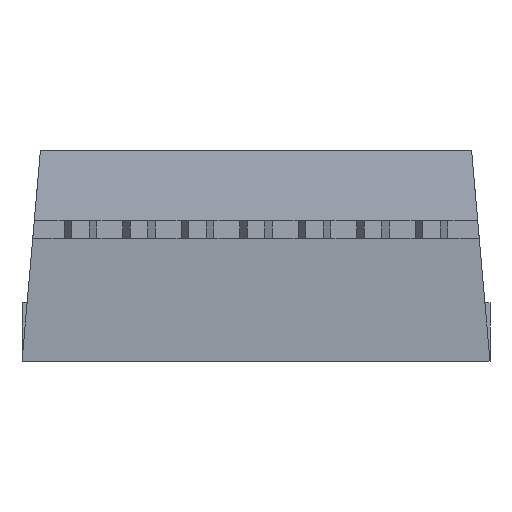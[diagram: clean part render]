
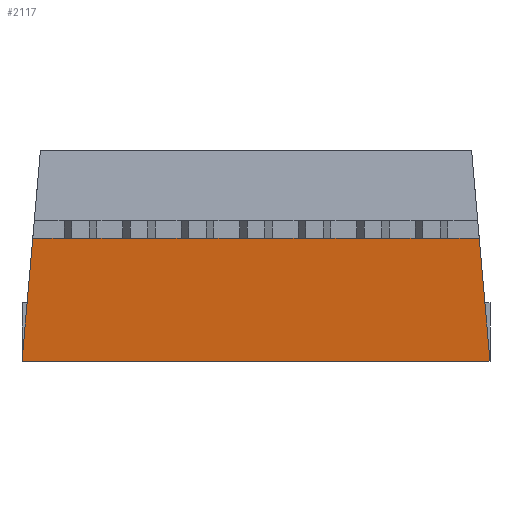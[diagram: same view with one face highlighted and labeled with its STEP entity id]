
A CAD part, left-side view. The second image highlights one B-rep face of the part: STEP entity #2117.
In plain terms, the highlighted face is planar.
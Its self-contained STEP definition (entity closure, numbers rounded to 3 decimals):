
#638=DIRECTION('',(0.,0.,1.));
#639=VECTOR('',#638,10.16);
#640=CARTESIAN_POINT('',(-3.956,0.,-5.08));
#641=LINE('',#640,#639);
#708=DIRECTION('',(-0.087,0.992,-0.087));
#709=VECTOR('',#708,2.69);
#710=CARTESIAN_POINT('',(-3.956,0.,5.08));
#711=LINE('',#710,#709);
#918=DIRECTION('',(0.,0.,1.));
#919=VECTOR('',#918,0.681);
#920=CARTESIAN_POINT('',(-4.19,2.67,4.165));
#921=LINE('',#920,#919);
#939=DIRECTION('',(0.,0.,1.));
#940=VECTOR('',#939,0.56);
#941=CARTESIAN_POINT('',(-4.19,2.67,2.895));
#942=LINE('',#941,#940);
#960=DIRECTION('',(0.,0.,1.));
#961=VECTOR('',#960,0.56);
#962=CARTESIAN_POINT('',(-4.19,2.67,1.625));
#963=LINE('',#962,#961);
#981=DIRECTION('',(0.,0.,1.));
#982=VECTOR('',#981,0.56);
#983=CARTESIAN_POINT('',(-4.19,2.67,0.355));
#984=LINE('',#983,#982);
#1002=DIRECTION('',(0.,0.,1.));
#1003=VECTOR('',#1002,0.56);
#1004=CARTESIAN_POINT('',(-4.19,2.67,-0.915));
#1005=LINE('',#1004,#1003);
#1023=DIRECTION('',(0.,0.,1.));
#1024=VECTOR('',#1023,0.56);
#1025=CARTESIAN_POINT('',(-4.19,2.67,-2.185));
#1026=LINE('',#1025,#1024);
#1037=DIRECTION('',(0.,0.,1.));
#1038=VECTOR('',#1037,0.681);
#1039=CARTESIAN_POINT('',(-4.19,2.67,-4.846));
#1040=LINE('',#1039,#1038);
#1065=DIRECTION('',(0.,0.,1.));
#1066=VECTOR('',#1065,0.56);
#1067=CARTESIAN_POINT('',(-4.19,2.67,-3.455));
#1068=LINE('',#1067,#1066);
#1093=DIRECTION('',(0.,0.,-1.));
#1094=VECTOR('',#1093,0.71);
#1095=CARTESIAN_POINT('',(-4.19,2.67,-3.455));
#1096=LINE('',#1095,#1094);
#1100=DIRECTION('',(0.,0.,-1.));
#1101=VECTOR('',#1100,0.71);
#1102=CARTESIAN_POINT('',(-4.19,2.67,-2.185));
#1103=LINE('',#1102,#1101);
#1107=DIRECTION('',(0.,0.,-1.));
#1108=VECTOR('',#1107,0.71);
#1109=CARTESIAN_POINT('',(-4.19,2.67,-0.915));
#1110=LINE('',#1109,#1108);
#1114=DIRECTION('',(0.,0.,-1.));
#1115=VECTOR('',#1114,0.71);
#1116=CARTESIAN_POINT('',(-4.19,2.67,0.355));
#1117=LINE('',#1116,#1115);
#1121=DIRECTION('',(0.,0.,-1.));
#1122=VECTOR('',#1121,0.71);
#1123=CARTESIAN_POINT('',(-4.19,2.67,1.625));
#1124=LINE('',#1123,#1122);
#1128=DIRECTION('',(0.,0.,-1.));
#1129=VECTOR('',#1128,0.71);
#1130=CARTESIAN_POINT('',(-4.19,2.67,2.895));
#1131=LINE('',#1130,#1129);
#1135=DIRECTION('',(0.,0.,-1.));
#1136=VECTOR('',#1135,0.71);
#1137=CARTESIAN_POINT('',(-4.19,2.67,4.165));
#1138=LINE('',#1137,#1136);
#1142=DIRECTION('',(-0.087,0.992,0.087));
#1143=VECTOR('',#1142,2.69);
#1144=CARTESIAN_POINT('',(-3.956,0.,-5.08));
#1145=LINE('',#1144,#1143);
#1555=CARTESIAN_POINT('',(-3.956,0.,5.08));
#1557=VERTEX_POINT('',#1555);
#1560=CARTESIAN_POINT('',(-3.956,0.,-5.08));
#1562=VERTEX_POINT('',#1560);
#1563=CARTESIAN_POINT('',(-4.19,2.67,4.846));
#1564=VERTEX_POINT('',#1563);
#1565=CARTESIAN_POINT('',(-4.19,2.67,-4.846));
#1566=VERTEX_POINT('',#1565);
#1595=CARTESIAN_POINT('',(-4.19,2.67,4.165));
#1596=CARTESIAN_POINT('',(-4.19,2.67,3.455));
#1597=VERTEX_POINT('',#1595);
#1598=VERTEX_POINT('',#1596);
#1611=CARTESIAN_POINT('',(-4.19,2.67,2.895));
#1612=CARTESIAN_POINT('',(-4.19,2.67,2.185));
#1613=VERTEX_POINT('',#1611);
#1614=VERTEX_POINT('',#1612);
#1627=CARTESIAN_POINT('',(-4.19,2.67,1.625));
#1628=CARTESIAN_POINT('',(-4.19,2.67,0.915));
#1629=VERTEX_POINT('',#1627);
#1630=VERTEX_POINT('',#1628);
#1643=CARTESIAN_POINT('',(-4.19,2.67,0.355));
#1644=CARTESIAN_POINT('',(-4.19,2.67,-0.355));
#1645=VERTEX_POINT('',#1643);
#1646=VERTEX_POINT('',#1644);
#1659=CARTESIAN_POINT('',(-4.19,2.67,-0.915));
#1660=CARTESIAN_POINT('',(-4.19,2.67,-1.625));
#1661=VERTEX_POINT('',#1659);
#1662=VERTEX_POINT('',#1660);
#1675=CARTESIAN_POINT('',(-4.19,2.67,-2.185));
#1676=CARTESIAN_POINT('',(-4.19,2.67,-2.895));
#1677=VERTEX_POINT('',#1675);
#1678=VERTEX_POINT('',#1676);
#1691=CARTESIAN_POINT('',(-4.19,2.67,-3.455));
#1692=CARTESIAN_POINT('',(-4.19,2.67,-4.165));
#1693=VERTEX_POINT('',#1691);
#1694=VERTEX_POINT('',#1692);
#2086=CARTESIAN_POINT('',(-4.19,2.67,-5.08));
#2087=DIRECTION('',(-0.996,-0.087,0.));
#2088=DIRECTION('',(0.,0.,1.));
#2089=AXIS2_PLACEMENT_3D('',#2086,#2087,#2088);
#2090=PLANE('',#2089);
#2092=ORIENTED_EDGE('',*,*,#2091,.F.);
#2093=ORIENTED_EDGE('',*,*,#2051,.T.);
#2095=ORIENTED_EDGE('',*,*,#2094,.F.);
#2096=ORIENTED_EDGE('',*,*,#2023,.T.);
#2098=ORIENTED_EDGE('',*,*,#2097,.F.);
#2099=ORIENTED_EDGE('',*,*,#2008,.T.);
#2101=ORIENTED_EDGE('',*,*,#2100,.F.);
#2102=ORIENTED_EDGE('',*,*,#1993,.T.);
#2104=ORIENTED_EDGE('',*,*,#2103,.F.);
#2105=ORIENTED_EDGE('',*,*,#1978,.T.);
#2107=ORIENTED_EDGE('',*,*,#2106,.F.);
#2108=ORIENTED_EDGE('',*,*,#1963,.T.);
#2109=ORIENTED_EDGE('',*,*,#2076,.F.);
#2110=ORIENTED_EDGE('',*,*,#1948,.T.);
#2111=ORIENTED_EDGE('',*,*,#1808,.F.);
#2112=ORIENTED_EDGE('',*,*,#1728,.F.);
#2113=ORIENTED_EDGE('',*,*,#1846,.T.);
#2114=ORIENTED_EDGE('',*,*,#2035,.T.);
#2115=EDGE_LOOP('',(#2092,#2093,#2095,#2096,#2098,#2099,#2101,#2102,#2104,#2105,
#2107,#2108,#2109,#2110,#2111,#2112,#2113,#2114));
#2116=FACE_OUTER_BOUND('',#2115,.F.);
#1728=EDGE_CURVE('',#1562,#1557,#641,.T.);
#1808=EDGE_CURVE('',#1557,#1564,#711,.T.);
#1846=EDGE_CURVE('',#1562,#1566,#1145,.T.);
#1948=EDGE_CURVE('',#1597,#1564,#921,.T.);
#1963=EDGE_CURVE('',#1613,#1598,#942,.T.);
#1978=EDGE_CURVE('',#1629,#1614,#963,.T.);
#1993=EDGE_CURVE('',#1645,#1630,#984,.T.);
#2008=EDGE_CURVE('',#1661,#1646,#1005,.T.);
#2023=EDGE_CURVE('',#1677,#1662,#1026,.T.);
#2035=EDGE_CURVE('',#1566,#1694,#1040,.T.);
#2051=EDGE_CURVE('',#1693,#1678,#1068,.T.);
#2076=EDGE_CURVE('',#1597,#1598,#1138,.T.);
#2091=EDGE_CURVE('',#1693,#1694,#1096,.T.);
#2094=EDGE_CURVE('',#1677,#1678,#1103,.T.);
#2097=EDGE_CURVE('',#1661,#1662,#1110,.T.);
#2100=EDGE_CURVE('',#1645,#1646,#1117,.T.);
#2103=EDGE_CURVE('',#1629,#1630,#1124,.T.);
#2106=EDGE_CURVE('',#1613,#1614,#1131,.T.);
#2117=ADVANCED_FACE('',(#2116),#2090,.T.);
